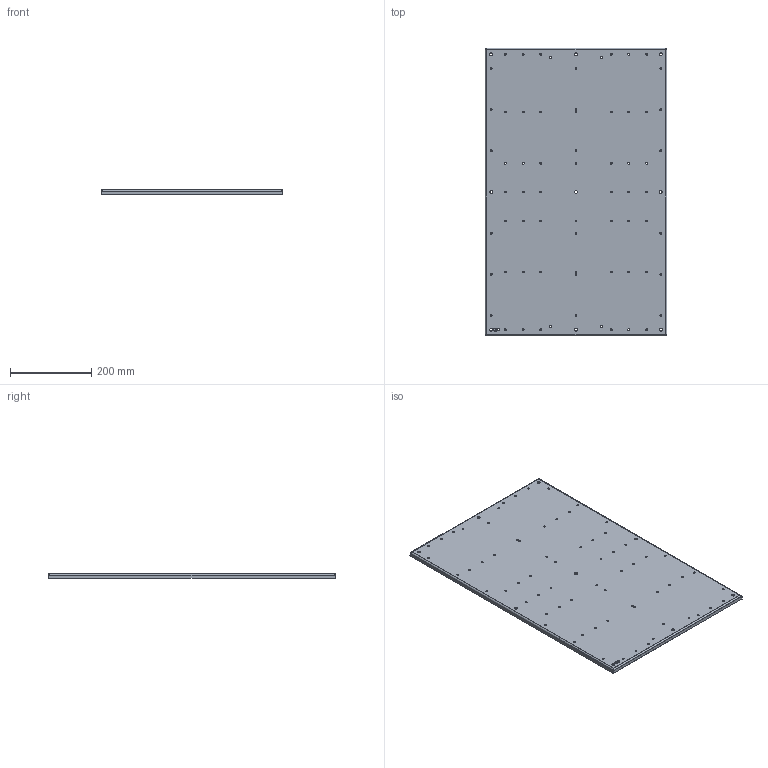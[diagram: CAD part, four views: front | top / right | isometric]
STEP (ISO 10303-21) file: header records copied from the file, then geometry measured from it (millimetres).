
FILE_DESCRIPTION(('CATIA V5R24 STEP','CAx-IF Rec.Pracs.--- Model Styling and Organization---1.2---2011-12-15'),'2;1');
FILE_NAME ('D1461576_0_2022680000_2022680000.stp','2018-02-22T08:27:26+00:00',('none'),('Weidmueller'),'CATIA Version 5-6 Release 2014 SP4 HF52','CATIA V5 STEP AP214','none');
FILE_SCHEMA(('AUTOMOTIVE_DESIGN { 1 0 10303 214 1 1 1 1 }'));
Length unit declared in the file: millimetre
Products named in the file (1): MOPL_KTB_762x508_H
Bounding box: 447 x 707 x 12 mm (x, y, z)
Volume: 503228.7 mm3; surface area: 676379.8 mm2
Topology: 1 solids, 1 shells, 375 faces, 1072 edges, 704 vertices
Faces by surface type: cylinder 324, plane 43, bspline 8
Entity records: 13821 total; most frequent: CARTESIAN_POINT 4051, ORIENTED_EDGE 2144, DIRECTION 1456, EDGE_CURVE 1072, VERTEX_POINT 704, AXIS2_PLACEMENT_3D 679, EDGE_LOOP 536, VECTOR 418
